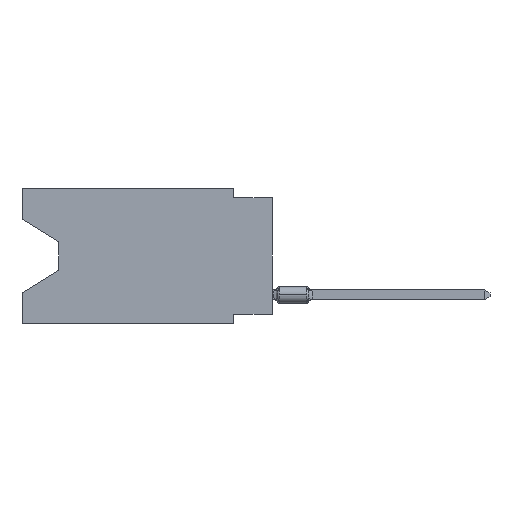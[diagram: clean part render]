
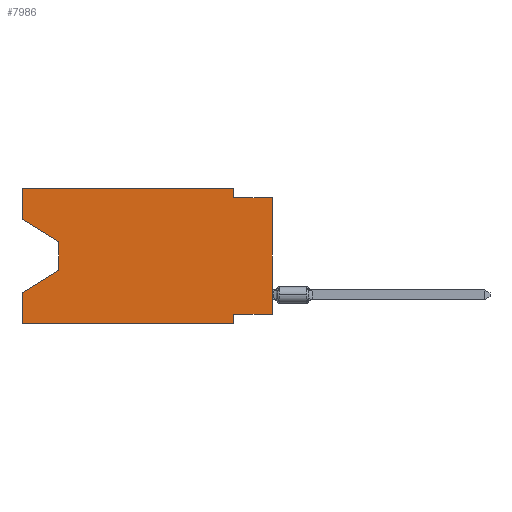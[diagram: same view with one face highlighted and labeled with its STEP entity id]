
A CAD part, left-side view. The second image highlights one B-rep face of the part: STEP entity #7986.
In plain terms, the highlighted planar face has unit normal (-1, 0, 0).
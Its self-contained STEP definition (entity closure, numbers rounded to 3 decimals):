
#123 = VECTOR ( 'NONE', #16200, 1000. ) ;
#231 = CARTESIAN_POINT ( 'NONE',  ( 0., 16.383, 0. ) ) ;
#294 = DIRECTION ( 'NONE',  ( 0., 0., -1. ) ) ;
#322 = DIRECTION ( 'NONE',  ( 0., 0., -1. ) ) ;
#543 = EDGE_LOOP ( 'NONE', ( #9108, #2385, #9647, #11378, #3267, #4205, #7717, #16540, #13906, #9938, #3115, #6677 ) ) ;
#735 = CARTESIAN_POINT ( 'NONE',  ( 0., 2.54, 0. ) ) ;
#739 = VECTOR ( 'NONE', #10873, 1000. ) ;
#845 = CARTESIAN_POINT ( 'NONE',  ( 0., 16.383, 0. ) ) ;
#1152 = EDGE_CURVE ( 'NONE', #4381, #2945, #16229, .T. ) ;
#1360 = CARTESIAN_POINT ( 'NONE',  ( 0., 13.97, -5.385 ) ) ;
#1404 = FACE_OUTER_BOUND ( 'NONE', #543, .T. ) ;
#1552 = CARTESIAN_POINT ( 'NONE',  ( 0., 16.383, -8.89 ) ) ;
#1554 = LINE ( 'NONE', #5502, #5549 ) ;
#1684 = VERTEX_POINT ( 'NONE', #1360 ) ;
#1730 = VECTOR ( 'NONE', #14070, 1000. ) ;
#2018 = VERTEX_POINT ( 'NONE', #7969 ) ;
#2052 = LINE ( 'NONE', #8532, #123 ) ;
#2385 = ORIENTED_EDGE ( 'NONE', *, *, #10457, .T. ) ;
#2708 = LINE ( 'NONE', #12945, #7196 ) ;
#2761 = CARTESIAN_POINT ( 'NONE',  ( 0., 16.383, -8.89 ) ) ;
#2826 = EDGE_CURVE ( 'NONE', #14113, #4483, #13457, .T. ) ;
#2945 = VERTEX_POINT ( 'NONE', #13947 ) ;
#3115 = ORIENTED_EDGE ( 'NONE', *, *, #3708, .F. ) ;
#3205 = LINE ( 'NONE', #12268, #15081 ) ;
#3267 = ORIENTED_EDGE ( 'NONE', *, *, #15185, .T. ) ;
#3409 = LINE ( 'NONE', #3567, #739 ) ;
#3567 = CARTESIAN_POINT ( 'NONE',  ( 0., 13.97, -5.385 ) ) ;
#3705 = CARTESIAN_POINT ( 'NONE',  ( 0., 0., -0.635 ) ) ;
#3708 = EDGE_CURVE ( 'NONE', #7681, #4381, #1554, .T. ) ;
#3944 = VERTEX_POINT ( 'NONE', #11357 ) ;
#4172 = DIRECTION ( 'NONE',  ( 1., 0., 0. ) ) ;
#4205 = ORIENTED_EDGE ( 'NONE', *, *, #12234, .F. ) ;
#4305 = VECTOR ( 'NONE', #16129, 1000. ) ;
#4381 = VERTEX_POINT ( 'NONE', #12846 ) ;
#4483 = VERTEX_POINT ( 'NONE', #3705 ) ;
#4570 = LINE ( 'NONE', #7264, #7347 ) ;
#4653 = CARTESIAN_POINT ( 'NONE',  ( 0., 0., 0. ) ) ;
#4723 = DIRECTION ( 'NONE',  ( 0., 0., -1. ) ) ;
#5031 = EDGE_CURVE ( 'NONE', #14113, #3944, #2052, .T. ) ;
#5474 = EDGE_CURVE ( 'NONE', #9607, #12563, #14754, .T. ) ;
#5502 = CARTESIAN_POINT ( 'NONE',  ( 0., 16.383, 0. ) ) ;
#5549 = VECTOR ( 'NONE', #14445, 1000. ) ;
#5709 = CARTESIAN_POINT ( 'NONE',  ( 0., 0., -8.255 ) ) ;
#5855 = DIRECTION ( 'NONE',  ( 0., 0., -1. ) ) ;
#6488 = DIRECTION ( 'NONE',  ( 0., 0., 1. ) ) ;
#6523 = PLANE ( 'NONE',  #10831 ) ;
#6597 = VERTEX_POINT ( 'NONE', #6827 ) ;
#6677 = ORIENTED_EDGE ( 'NONE', *, *, #12361, .F. ) ;
#6827 = CARTESIAN_POINT ( 'NONE',  ( 0., 13.97, -3.505 ) ) ;
#6953 = VECTOR ( 'NONE', #5855, 1000. ) ;
#7196 = VECTOR ( 'NONE', #6488, 1000. ) ;
#7264 = CARTESIAN_POINT ( 'NONE',  ( 0., 16.383, -2.038 ) ) ;
#7347 = VECTOR ( 'NONE', #12382, 1000. ) ;
#7681 = VERTEX_POINT ( 'NONE', #231 ) ;
#7717 = ORIENTED_EDGE ( 'NONE', *, *, #5031, .F. ) ;
#7877 = VECTOR ( 'NONE', #4723, 1000. ) ;
#7969 = CARTESIAN_POINT ( 'NONE',  ( 0., 2.54, -8.89 ) ) ;
#7986 = ADVANCED_FACE ( 'NONE', ( #1404 ), #6523, .F. ) ;
#8224 = EDGE_CURVE ( 'NONE', #13899, #6597, #4570, .T. ) ;
#8532 = CARTESIAN_POINT ( 'NONE',  ( 0., 0., -8.255 ) ) ;
#9108 = ORIENTED_EDGE ( 'NONE', *, *, #8224, .T. ) ;
#9325 = CARTESIAN_POINT ( 'NONE',  ( 0., 13.97, -3.505 ) ) ;
#9377 = EDGE_CURVE ( 'NONE', #1684, #12563, #3409, .T. ) ;
#9549 = VECTOR ( 'NONE', #322, 1000. ) ;
#9607 = VERTEX_POINT ( 'NONE', #1552 ) ;
#9647 = ORIENTED_EDGE ( 'NONE', *, *, #9377, .T. ) ;
#9938 = ORIENTED_EDGE ( 'NONE', *, *, #1152, .F. ) ;
#10457 = EDGE_CURVE ( 'NONE', #6597, #1684, #12921, .T. ) ;
#10476 = LINE ( 'NONE', #2761, #1730 ) ;
#10595 = VECTOR ( 'NONE', #12437, 1000. ) ;
#10831 = AXIS2_PLACEMENT_3D ( 'NONE', #14208, #4172, #294 ) ;
#10873 = DIRECTION ( 'NONE',  ( 0., 0.855, -0.519 ) ) ;
#11357 = CARTESIAN_POINT ( 'NONE',  ( 0., 2.54, -8.255 ) ) ;
#11378 = ORIENTED_EDGE ( 'NONE', *, *, #5474, .F. ) ;
#12021 = CARTESIAN_POINT ( 'NONE',  ( 0., 16.383, -6.852 ) ) ;
#12234 = EDGE_CURVE ( 'NONE', #3944, #2018, #14851, .T. ) ;
#12268 = CARTESIAN_POINT ( 'NONE',  ( 0., 0., -0.635 ) ) ;
#12361 = EDGE_CURVE ( 'NONE', #13899, #7681, #2708, .T. ) ;
#12382 = DIRECTION ( 'NONE',  ( 0., -0.855, -0.519 ) ) ;
#12437 = DIRECTION ( 'NONE',  ( 0., 0., 1. ) ) ;
#12563 = VERTEX_POINT ( 'NONE', #12021 ) ;
#12846 = CARTESIAN_POINT ( 'NONE',  ( 0., 2.54, 0. ) ) ;
#12921 = LINE ( 'NONE', #9325, #9549 ) ;
#12945 = CARTESIAN_POINT ( 'NONE',  ( 0., 16.383, 0. ) ) ;
#13423 = DIRECTION ( 'NONE',  ( 0., -1., 0. ) ) ;
#13457 = LINE ( 'NONE', #4653, #4305 ) ;
#13899 = VERTEX_POINT ( 'NONE', #15173 ) ;
#13906 = ORIENTED_EDGE ( 'NONE', *, *, #14935, .F. ) ;
#13947 = CARTESIAN_POINT ( 'NONE',  ( 0., 2.54, -0.635 ) ) ;
#14070 = DIRECTION ( 'NONE',  ( 0., -1., 0. ) ) ;
#14113 = VERTEX_POINT ( 'NONE', #5709 ) ;
#14208 = CARTESIAN_POINT ( 'NONE',  ( 0., 16.383, 0. ) ) ;
#14445 = DIRECTION ( 'NONE',  ( 0., -1., 0. ) ) ;
#14754 = LINE ( 'NONE', #845, #10595 ) ;
#14851 = LINE ( 'NONE', #16119, #7877 ) ;
#14935 = EDGE_CURVE ( 'NONE', #2945, #4483, #3205, .T. ) ;
#15081 = VECTOR ( 'NONE', #13423, 1000. ) ;
#15173 = CARTESIAN_POINT ( 'NONE',  ( 0., 16.383, -2.038 ) ) ;
#15185 = EDGE_CURVE ( 'NONE', #9607, #2018, #10476, .T. ) ;
#16119 = CARTESIAN_POINT ( 'NONE',  ( 0., 2.54, -8.89 ) ) ;
#16129 = DIRECTION ( 'NONE',  ( 0., 0., 1. ) ) ;
#16200 = DIRECTION ( 'NONE',  ( 0., 1., 0. ) ) ;
#16229 = LINE ( 'NONE', #735, #6953 ) ;
#16540 = ORIENTED_EDGE ( 'NONE', *, *, #2826, .T. ) ;
